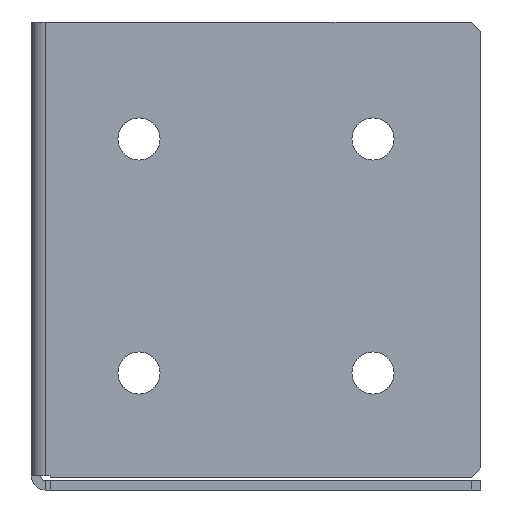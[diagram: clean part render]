
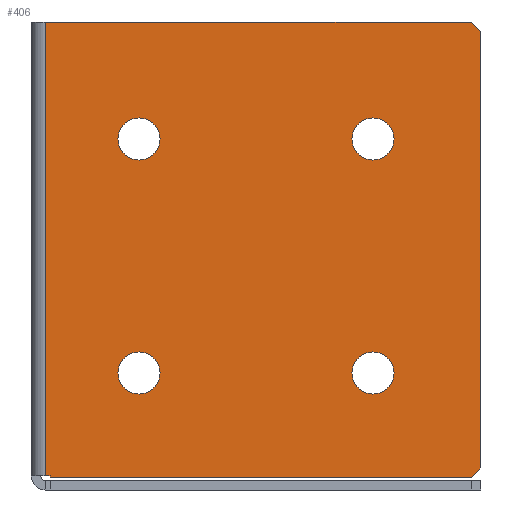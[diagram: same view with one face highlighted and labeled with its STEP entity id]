
A CAD part, front view. The second image highlights one B-rep face of the part: STEP entity #406.
In plain terms, the highlighted planar face has unit normal (0, -1, 0).
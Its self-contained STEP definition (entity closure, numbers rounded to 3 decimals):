
#4 = ORIENTED_EDGE ( 'NONE', *, *, #282, .F. ) ;
#8 = EDGE_CURVE ( 'NONE', #891, #1481, #483, .T. ) ;
#17 = VECTOR ( 'NONE', #613, 1000. ) ;
#34 = ORIENTED_EDGE ( 'NONE', *, *, #8, .F. ) ;
#55 = AXIS2_PLACEMENT_3D ( 'NONE', #1341, #1232, #1447 ) ;
#61 = EDGE_LOOP ( 'NONE', ( #556, #731 ) ) ;
#66 = DIRECTION ( 'NONE',  ( 0., 0., -1. ) ) ;
#67 = VERTEX_POINT ( 'NONE', #229 ) ;
#72 = EDGE_CURVE ( 'NONE', #587, #597, #853, .T. ) ;
#100 = VERTEX_POINT ( 'NONE', #738 ) ;
#119 = AXIS2_PLACEMENT_3D ( 'NONE', #1157, #585, #487 ) ;
#134 = CARTESIAN_POINT ( 'NONE',  ( 25., 0., 29.5 ) ) ;
#139 = DIRECTION ( 'NONE',  ( 0., -1., 0. ) ) ;
#150 = VECTOR ( 'NONE', #1010, 1000. ) ;
#157 = EDGE_CURVE ( 'NONE', #437, #672, #1293, .T. ) ;
#163 = DIRECTION ( 'NONE',  ( 0., 0., -1. ) ) ;
#173 = AXIS2_PLACEMENT_3D ( 'NONE', #507, #276, #66 ) ;
#202 = DIRECTION ( 'NONE',  ( 1., 0., 0. ) ) ;
#215 = VERTEX_POINT ( 'NONE', #309 ) ;
#221 = FACE_BOUND ( 'NONE', #686, .T. ) ;
#225 = EDGE_CURVE ( 'NONE', #67, #419, #992, .T. ) ;
#229 = CARTESIAN_POINT ( 'NONE',  ( -43.99, 0., 2.707 ) ) ;
#231 = LINE ( 'NONE', #1036, #1247 ) ;
#237 = ORIENTED_EDGE ( 'NONE', *, *, #1449, .F. ) ;
#240 = CARTESIAN_POINT ( 'NONE',  ( 25., 0., 79.5 ) ) ;
#244 = EDGE_LOOP ( 'NONE', ( #653, #621 ) ) ;
#249 = FACE_BOUND ( 'NONE', #571, .T. ) ;
#271 = ORIENTED_EDGE ( 'NONE', *, *, #532, .T. ) ;
#276 = DIRECTION ( 'NONE',  ( 0., -1., 0. ) ) ;
#282 = EDGE_CURVE ( 'NONE', #1373, #1212, #1359, .T. ) ;
#287 = CARTESIAN_POINT ( 'NONE',  ( 47.646, 0., 4.354 ) ) ;
#298 = DIRECTION ( 'NONE',  ( 0., 0., -1. ) ) ;
#309 = CARTESIAN_POINT ( 'NONE',  ( 46., 0., 100. ) ) ;
#311 = ORIENTED_EDGE ( 'NONE', *, *, #1228, .T. ) ;
#329 = AXIS2_PLACEMENT_3D ( 'NONE', #435, #1238, #298 ) ;
#340 = EDGE_LOOP ( 'NONE', ( #34, #311, #755, #1248, #957, #890, #452, #271 ) ) ;
#343 = CARTESIAN_POINT ( 'NONE',  ( -48., 0., 100. ) ) ;
#344 = CARTESIAN_POINT ( 'NONE',  ( 48., 0., 100. ) ) ;
#355 = CIRCLE ( 'NONE', #119, 4.5 ) ;
#401 = CARTESIAN_POINT ( 'NONE',  ( -25., 0., 25. ) ) ;
#406 = ADVANCED_FACE ( 'NONE', ( #249, #911, #697, #221, #1472 ), #691, .T. ) ;
#419 = VERTEX_POINT ( 'NONE', #671 ) ;
#435 = CARTESIAN_POINT ( 'NONE',  ( 25., 0., 25. ) ) ;
#437 = VERTEX_POINT ( 'NONE', #240 ) ;
#452 = ORIENTED_EDGE ( 'NONE', *, *, #225, .T. ) ;
#464 = VERTEX_POINT ( 'NONE', #617 ) ;
#469 = CARTESIAN_POINT ( 'NONE',  ( -25., 0., 29.5 ) ) ;
#476 = AXIS2_PLACEMENT_3D ( 'NONE', #1393, #817, #1291 ) ;
#483 = LINE ( 'NONE', #344, #572 ) ;
#487 = DIRECTION ( 'NONE',  ( 0., 0., -1. ) ) ;
#494 = CARTESIAN_POINT ( 'NONE',  ( -25., 0., 20.5 ) ) ;
#500 = CARTESIAN_POINT ( 'NONE',  ( 48., 0., 98. ) ) ;
#507 = CARTESIAN_POINT ( 'NONE',  ( 25., 0., 75. ) ) ;
#528 = LINE ( 'NONE', #875, #689 ) ;
#532 = EDGE_CURVE ( 'NONE', #419, #1481, #612, .T. ) ;
#537 = CARTESIAN_POINT ( 'NONE',  ( -43.99, 0., 100. ) ) ;
#555 = DIRECTION ( 'NONE',  ( -1., 0., 0. ) ) ;
#556 = ORIENTED_EDGE ( 'NONE', *, *, #1332, .F. ) ;
#562 = EDGE_CURVE ( 'NONE', #672, #437, #625, .T. ) ;
#571 = EDGE_LOOP ( 'NONE', ( #894, #237 ) ) ;
#572 = VECTOR ( 'NONE', #1279, 1000. ) ;
#585 = DIRECTION ( 'NONE',  ( 0., -1., 0. ) ) ;
#587 = VERTEX_POINT ( 'NONE', #770 ) ;
#593 = DIRECTION ( 'NONE',  ( 0., 0., -1. ) ) ;
#596 = VECTOR ( 'NONE', #772, 1000. ) ;
#597 = VERTEX_POINT ( 'NONE', #643 ) ;
#612 = LINE ( 'NONE', #287, #1243 ) ;
#613 = DIRECTION ( 'NONE',  ( 0., 0., -1. ) ) ;
#614 = DIRECTION ( 'NONE',  ( -0.707, 0., 0.707 ) ) ;
#617 = CARTESIAN_POINT ( 'NONE',  ( -25., 0., 70.5 ) ) ;
#621 = ORIENTED_EDGE ( 'NONE', *, *, #562, .F. ) ;
#625 = CIRCLE ( 'NONE', #1057, 4.5 ) ;
#635 = EDGE_CURVE ( 'NONE', #1212, #1373, #986, .T. ) ;
#643 = CARTESIAN_POINT ( 'NONE',  ( -45., 0., 3. ) ) ;
#653 = ORIENTED_EDGE ( 'NONE', *, *, #157, .F. ) ;
#668 = CARTESIAN_POINT ( 'NONE',  ( -25., 0., 79.5 ) ) ;
#669 = EDGE_CURVE ( 'NONE', #587, #215, #528, .T. ) ;
#671 = CARTESIAN_POINT ( 'NONE',  ( 46., 0., 2.707 ) ) ;
#672 = VERTEX_POINT ( 'NONE', #1123 ) ;
#683 = AXIS2_PLACEMENT_3D ( 'NONE', #721, #1430, #163 ) ;
#686 = EDGE_LOOP ( 'NONE', ( #1245, #4 ) ) ;
#687 = CIRCLE ( 'NONE', #1083, 4.5 ) ;
#689 = VECTOR ( 'NONE', #202, 1000. ) ;
#691 = PLANE ( 'NONE',  #779 ) ;
#697 = FACE_BOUND ( 'NONE', #61, .T. ) ;
#721 = CARTESIAN_POINT ( 'NONE',  ( -25., 0., 25. ) ) ;
#731 = ORIENTED_EDGE ( 'NONE', *, *, #1395, .F. ) ;
#736 = DIRECTION ( 'NONE',  ( 0.707, 0., 0.707 ) ) ;
#738 = CARTESIAN_POINT ( 'NONE',  ( -43.99, 0., 3. ) ) ;
#743 = LINE ( 'NONE', #537, #150 ) ;
#748 = EDGE_CURVE ( 'NONE', #100, #597, #231, .T. ) ;
#755 = ORIENTED_EDGE ( 'NONE', *, *, #669, .F. ) ;
#770 = CARTESIAN_POINT ( 'NONE',  ( -45., 0., 100. ) ) ;
#772 = DIRECTION ( 'NONE',  ( 1., 0., 0. ) ) ;
#779 = AXIS2_PLACEMENT_3D ( 'NONE', #343, #139, #593 ) ;
#801 = CARTESIAN_POINT ( 'NONE',  ( 25., 0., 20.5 ) ) ;
#815 = VERTEX_POINT ( 'NONE', #668 ) ;
#817 = DIRECTION ( 'NONE',  ( 0., -1., 0. ) ) ;
#853 = LINE ( 'NONE', #1199, #17 ) ;
#856 = DIRECTION ( 'NONE',  ( 0., -1., 0. ) ) ;
#875 = CARTESIAN_POINT ( 'NONE',  ( -48., 0., 100. ) ) ;
#881 = CARTESIAN_POINT ( 'NONE',  ( 25., 0., 75. ) ) ;
#890 = ORIENTED_EDGE ( 'NONE', *, *, #974, .T. ) ;
#891 = VERTEX_POINT ( 'NONE', #500 ) ;
#894 = ORIENTED_EDGE ( 'NONE', *, *, #1060, .F. ) ;
#911 = FACE_BOUND ( 'NONE', #244, .T. ) ;
#956 = VECTOR ( 'NONE', #614, 1000. ) ;
#957 = ORIENTED_EDGE ( 'NONE', *, *, #748, .F. ) ;
#962 = CARTESIAN_POINT ( 'NONE',  ( -1., 0., 147. ) ) ;
#974 = EDGE_CURVE ( 'NONE', #100, #67, #743, .T. ) ;
#986 = CIRCLE ( 'NONE', #55, 4.5 ) ;
#992 = LINE ( 'NONE', #1126, #596 ) ;
#1010 = DIRECTION ( 'NONE',  ( 0., 0., -1. ) ) ;
#1023 = CIRCLE ( 'NONE', #476, 4.5 ) ;
#1036 = CARTESIAN_POINT ( 'NONE',  ( -48., 0., 3. ) ) ;
#1057 = AXIS2_PLACEMENT_3D ( 'NONE', #881, #1348, #1458 ) ;
#1060 = EDGE_CURVE ( 'NONE', #1314, #1307, #687, .T. ) ;
#1083 = AXIS2_PLACEMENT_3D ( 'NONE', #401, #856, #1323 ) ;
#1123 = CARTESIAN_POINT ( 'NONE',  ( 25., 0., 70.5 ) ) ;
#1126 = CARTESIAN_POINT ( 'NONE',  ( -48., 0., 2.707 ) ) ;
#1157 = CARTESIAN_POINT ( 'NONE',  ( -25., 0., 75. ) ) ;
#1199 = CARTESIAN_POINT ( 'NONE',  ( -45., 0., 3. ) ) ;
#1212 = VERTEX_POINT ( 'NONE', #134 ) ;
#1214 = CARTESIAN_POINT ( 'NONE',  ( 48., 0., 4.707 ) ) ;
#1228 = EDGE_CURVE ( 'NONE', #891, #215, #1296, .T. ) ;
#1232 = DIRECTION ( 'NONE',  ( 0., -1., 0. ) ) ;
#1238 = DIRECTION ( 'NONE',  ( 0., -1., 0. ) ) ;
#1243 = VECTOR ( 'NONE', #736, 1000. ) ;
#1245 = ORIENTED_EDGE ( 'NONE', *, *, #635, .F. ) ;
#1247 = VECTOR ( 'NONE', #555, 1000. ) ;
#1248 = ORIENTED_EDGE ( 'NONE', *, *, #72, .T. ) ;
#1279 = DIRECTION ( 'NONE',  ( 0., 0., -1. ) ) ;
#1291 = DIRECTION ( 'NONE',  ( 0., 0., -1. ) ) ;
#1293 = CIRCLE ( 'NONE', #173, 4.5 ) ;
#1296 = LINE ( 'NONE', #962, #956 ) ;
#1307 = VERTEX_POINT ( 'NONE', #494 ) ;
#1314 = VERTEX_POINT ( 'NONE', #469 ) ;
#1323 = DIRECTION ( 'NONE',  ( 0., 0., -1. ) ) ;
#1332 = EDGE_CURVE ( 'NONE', #815, #464, #1023, .T. ) ;
#1341 = CARTESIAN_POINT ( 'NONE',  ( 25., 0., 25. ) ) ;
#1348 = DIRECTION ( 'NONE',  ( 0., -1., 0. ) ) ;
#1359 = CIRCLE ( 'NONE', #329, 4.5 ) ;
#1373 = VERTEX_POINT ( 'NONE', #801 ) ;
#1393 = CARTESIAN_POINT ( 'NONE',  ( -25., 0., 75. ) ) ;
#1395 = EDGE_CURVE ( 'NONE', #464, #815, #355, .T. ) ;
#1413 = CIRCLE ( 'NONE', #683, 4.5 ) ;
#1430 = DIRECTION ( 'NONE',  ( 0., -1., 0. ) ) ;
#1447 = DIRECTION ( 'NONE',  ( 0., 0., -1. ) ) ;
#1449 = EDGE_CURVE ( 'NONE', #1307, #1314, #1413, .T. ) ;
#1458 = DIRECTION ( 'NONE',  ( 0., 0., -1. ) ) ;
#1472 = FACE_OUTER_BOUND ( 'NONE', #340, .T. ) ;
#1481 = VERTEX_POINT ( 'NONE', #1214 ) ;
